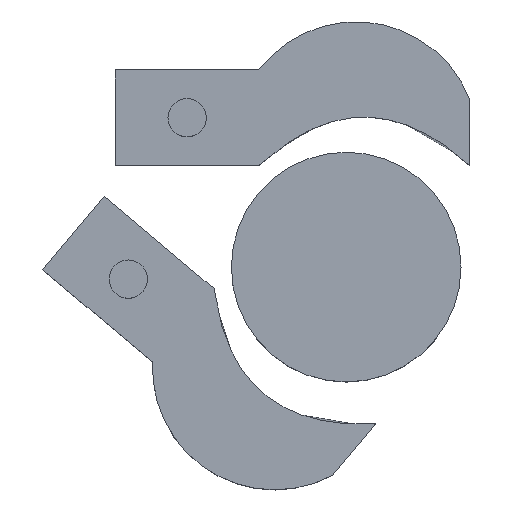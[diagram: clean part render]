
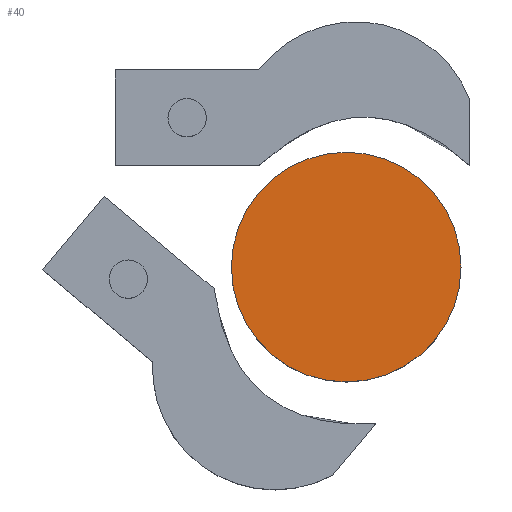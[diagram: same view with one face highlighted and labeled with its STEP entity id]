
A CAD part, top view. The second image highlights one B-rep face of the part: STEP entity #40.
In plain terms, the highlighted planar face has unit normal (0, 0, 1).
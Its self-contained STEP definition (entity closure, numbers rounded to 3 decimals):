
#40=ADVANCED_FACE('',(#72),#465,.T.);
#72=FACE_OUTER_BOUND('',#104,.T.);
#104=EDGE_LOOP('',(#160,#161));
#160=ORIENTED_EDGE('',*,*,#279,.F.);
#161=ORIENTED_EDGE('',*,*,#276,.F.);
#276=EDGE_CURVE('',#425,#427,#377,.T.);
#279=EDGE_CURVE('',#427,#425,#379,.T.);
#377=TRIMMED_CURVE($,#401,(#778),(#779),.T.,.CARTESIAN.);
#379=TRIMMED_CURVE($,#403,(#786),(#787),.T.,.CARTESIAN.);
#401=CIRCLE('',#599,12.);
#403=CIRCLE('',#601,12.);
#425=VERTEX_POINT('',#769);
#427=VERTEX_POINT('',#771);
#465=PLANE('',#596);
#596=AXIS2_PLACEMENT_3D('',#766,#661,$);
#599=AXIS2_PLACEMENT_3D($,#777,#665,#666);
#601=AXIS2_PLACEMENT_3D($,#785,#669,#670);
#661=DIRECTION('',(0.,0.,1.));
#665=DIRECTION('',(0.,0.,-1.));
#666=DIRECTION('',(1.,0.,0.));
#669=DIRECTION('',(0.,0.,-1.));
#670=DIRECTION('',(-1.,0.,0.));
#766=CARTESIAN_POINT('',(17.13,-22.603,10.));
#769=CARTESIAN_POINT('',(41.13,-10.603,10.));
#771=CARTESIAN_POINT('',(17.13,-10.603,10.));
#777=CARTESIAN_POINT('',(29.13,-10.603,10.));
#778=CARTESIAN_POINT('',(41.13,-10.603,10.));
#779=CARTESIAN_POINT('',(17.13,-10.603,10.));
#785=CARTESIAN_POINT('',(29.13,-10.603,10.));
#786=CARTESIAN_POINT('',(17.13,-10.603,10.));
#787=CARTESIAN_POINT('',(41.13,-10.603,10.));
